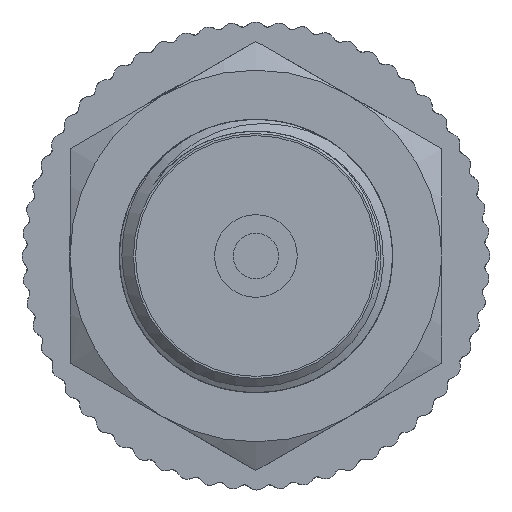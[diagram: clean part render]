
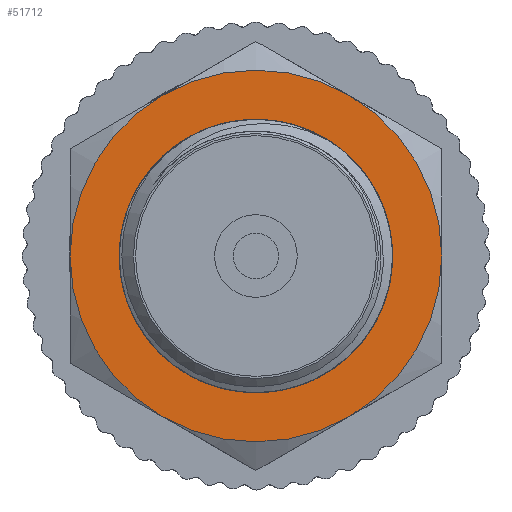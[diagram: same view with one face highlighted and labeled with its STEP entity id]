
A CAD part, left-side view. The second image highlights one B-rep face of the part: STEP entity #51712.
In plain terms, the highlighted face is planar.
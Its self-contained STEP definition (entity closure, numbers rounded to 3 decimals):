
#1061=FACE_BOUND('',#8372,.T.);
#2956=PLANE('',#55766);
#5646=FACE_OUTER_BOUND('',#8371,.T.);
#8371=EDGE_LOOP('',(#48226));
#8372=EDGE_LOOP('',(#48227));
#9205=CIRCLE('',#55765,13.5);
#9206=CIRCLE('',#55767,9.9);
#24738=VERTEX_POINT('',#113545);
#24739=VERTEX_POINT('',#113549);
#32571=EDGE_CURVE('',#24738,#24738,#9205,.T.);
#32573=EDGE_CURVE('',#24739,#24739,#9206,.T.);
#48226=ORIENTED_EDGE('',*,*,#32571,.T.);
#48227=ORIENTED_EDGE('',*,*,#32573,.F.);
#51712=ADVANCED_FACE('',(#5646,#1061),#2956,.T.);
#55765=AXIS2_PLACEMENT_3D('',#113546,#67990,#67991);
#55766=AXIS2_PLACEMENT_3D('',#113548,#67993,#67994);
#55767=AXIS2_PLACEMENT_3D('',#113550,#67995,#67996);
#67990=DIRECTION('center_axis',(1.,0.,0.));
#67991=DIRECTION('ref_axis',(0.,0.,-1.));
#67993=DIRECTION('center_axis',(1.,0.,0.));
#67994=DIRECTION('ref_axis',(0.,0.,-1.));
#67995=DIRECTION('center_axis',(1.,0.,0.));
#67996=DIRECTION('ref_axis',(0.,0.,-1.));
#113545=CARTESIAN_POINT('',(-23.,-13.5,0.));
#113546=CARTESIAN_POINT('Origin',(-23.,0.,0.));
#113548=CARTESIAN_POINT('Origin',(-23.,9.9,0.));
#113549=CARTESIAN_POINT('',(-23.,0.,9.9));
#113550=CARTESIAN_POINT('Origin',(-23.,0.,0.));
